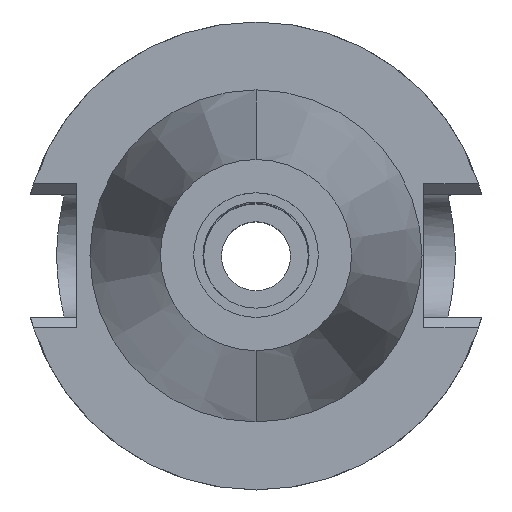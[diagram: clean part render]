
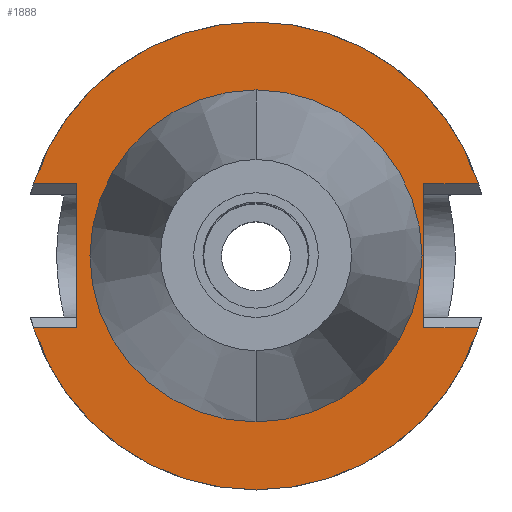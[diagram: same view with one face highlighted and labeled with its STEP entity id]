
A CAD part, top view. The second image highlights one B-rep face of the part: STEP entity #1888.
In plain terms, the highlighted planar face has unit normal (0, 0, 1).
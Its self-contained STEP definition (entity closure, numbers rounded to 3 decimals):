
#94=DIRECTION('',(0.,-1.,0.));
#95=VECTOR('',#94,30.31);
#96=CARTESIAN_POINT('',(35.27,15.155,-1.5));
#97=LINE('',#96,#95);
#101=DIRECTION('',(1.,0.,0.));
#102=VECTOR('',#101,11.551);
#103=CARTESIAN_POINT('',(35.27,-15.155,-1.5));
#104=LINE('',#103,#102);
#108=CARTESIAN_POINT('',(0.,0.,-1.5));
#109=DIRECTION('',(0.,0.,-1.));
#110=DIRECTION('',(0.951,-0.308,0.));
#111=AXIS2_PLACEMENT_3D('',#108,#109,#110);
#116=CARTESIAN_POINT('',(0.,0.,-1.5));
#117=DIRECTION('',(0.,0.,-1.));
#118=DIRECTION('',(0.,-1.,0.));
#119=AXIS2_PLACEMENT_3D('',#116,#117,#118);
#124=DIRECTION('',(0.,1.,0.));
#125=VECTOR('',#124,30.31);
#126=CARTESIAN_POINT('',(-37.68,-15.155,-1.5));
#127=LINE('',#126,#125);
#131=DIRECTION('',(-1.,0.,0.));
#132=VECTOR('',#131,9.141);
#133=CARTESIAN_POINT('',(-37.68,15.155,-1.5));
#134=LINE('',#133,#132);
#138=CARTESIAN_POINT('',(0.,0.,-1.5));
#139=DIRECTION('',(0.,0.,-1.));
#140=DIRECTION('',(-0.951,0.308,0.));
#141=AXIS2_PLACEMENT_3D('',#138,#139,#140);
#146=CARTESIAN_POINT('',(0.,0.,-1.5));
#147=DIRECTION('',(0.,0.,-1.));
#148=DIRECTION('',(0.,1.,0.));
#149=AXIS2_PLACEMENT_3D('',#146,#147,#148);
#154=CARTESIAN_POINT('',(0.,0.,-1.5));
#155=DIRECTION('',(0.,0.,1.));
#156=DIRECTION('',(0.,-1.,0.));
#157=AXIS2_PLACEMENT_3D('',#154,#155,#156);
#162=CARTESIAN_POINT('',(0.,0.,-1.5));
#163=DIRECTION('',(0.,0.,1.));
#164=DIRECTION('',(0.,1.,0.));
#165=AXIS2_PLACEMENT_3D('',#162,#163,#164);
#221=DIRECTION('',(1.,0.,0.));
#222=VECTOR('',#221,11.551);
#223=CARTESIAN_POINT('',(35.27,15.155,-1.5));
#224=LINE('',#223,#222);
#714=DIRECTION('',(-1.,0.,0.));
#715=VECTOR('',#714,9.141);
#716=CARTESIAN_POINT('',(-37.68,-15.155,-1.5));
#717=LINE('',#716,#715);
#1692=CARTESIAN_POINT('',(-37.68,-15.155,-1.5));
#1693=CARTESIAN_POINT('',(-37.68,15.155,-1.5));
#1694=VERTEX_POINT('',#1692);
#1695=VERTEX_POINT('',#1693);
#1702=CARTESIAN_POINT('',(35.27,15.155,-1.5));
#1703=CARTESIAN_POINT('',(35.27,-15.155,-1.5));
#1704=VERTEX_POINT('',#1702);
#1705=VERTEX_POINT('',#1703);
#1706=CARTESIAN_POINT('',(46.821,-15.155,-1.5));
#1707=VERTEX_POINT('',#1706);
#1708=CARTESIAN_POINT('',(0.,-49.213,-1.5));
#1709=CARTESIAN_POINT('',(-46.821,-15.155,-1.5));
#1710=VERTEX_POINT('',#1708);
#1711=VERTEX_POINT('',#1709);
#1712=CARTESIAN_POINT('',(-46.821,15.155,-1.5));
#1713=VERTEX_POINT('',#1712);
#1714=CARTESIAN_POINT('',(0.,49.213,-1.5));
#1715=CARTESIAN_POINT('',(46.821,15.155,-1.5));
#1716=VERTEX_POINT('',#1714);
#1717=VERTEX_POINT('',#1715);
#1718=CARTESIAN_POINT('',(0.,-34.925,-1.5));
#1719=CARTESIAN_POINT('',(0.,34.925,-1.5));
#1720=VERTEX_POINT('',#1718);
#1721=VERTEX_POINT('',#1719);
#1857=CARTESIAN_POINT('',(0.,0.,-1.5));
#1858=DIRECTION('',(0.,0.,-1.));
#1859=DIRECTION('',(0.,-1.,0.));
#1860=AXIS2_PLACEMENT_3D('',#1857,#1858,#1859);
#1861=PLANE('',#1860);
#1863=ORIENTED_EDGE('',*,*,#1862,.T.);
#1865=ORIENTED_EDGE('',*,*,#1864,.T.);
#1867=ORIENTED_EDGE('',*,*,#1866,.T.);
#1869=ORIENTED_EDGE('',*,*,#1868,.T.);
#1871=ORIENTED_EDGE('',*,*,#1870,.F.);
#1873=ORIENTED_EDGE('',*,*,#1872,.T.);
#1875=ORIENTED_EDGE('',*,*,#1874,.T.);
#1877=ORIENTED_EDGE('',*,*,#1876,.T.);
#1879=ORIENTED_EDGE('',*,*,#1878,.T.);
#1881=ORIENTED_EDGE('',*,*,#1880,.F.);
#1882=EDGE_LOOP('',(#1863,#1865,#1867,#1869,#1871,#1873,#1875,#1877,#1879,
#1881));
#1883=FACE_OUTER_BOUND('',#1882,.F.);
#1884=ORIENTED_EDGE('',*,*,#1836,.T.);
#1885=ORIENTED_EDGE('',*,*,#1852,.T.);
#1886=EDGE_LOOP('',(#1884,#1885));
#1887=FACE_BOUND('',#1886,.F.);
#112=CIRCLE('',#111,49.213);
#120=CIRCLE('',#119,49.213);
#142=CIRCLE('',#141,49.213);
#150=CIRCLE('',#149,49.213);
#158=CIRCLE('',#157,34.925);
#166=CIRCLE('',#165,34.925);
#1836=EDGE_CURVE('',#1720,#1721,#158,.T.);
#1852=EDGE_CURVE('',#1721,#1720,#166,.T.);
#1862=EDGE_CURVE('',#1704,#1705,#97,.T.);
#1864=EDGE_CURVE('',#1705,#1707,#104,.T.);
#1866=EDGE_CURVE('',#1707,#1710,#112,.T.);
#1868=EDGE_CURVE('',#1710,#1711,#120,.T.);
#1870=EDGE_CURVE('',#1694,#1711,#717,.T.);
#1872=EDGE_CURVE('',#1694,#1695,#127,.T.);
#1874=EDGE_CURVE('',#1695,#1713,#134,.T.);
#1876=EDGE_CURVE('',#1713,#1716,#142,.T.);
#1878=EDGE_CURVE('',#1716,#1717,#150,.T.);
#1880=EDGE_CURVE('',#1704,#1717,#224,.T.);
#1888=ADVANCED_FACE('',(#1883,#1887),#1861,.F.);
